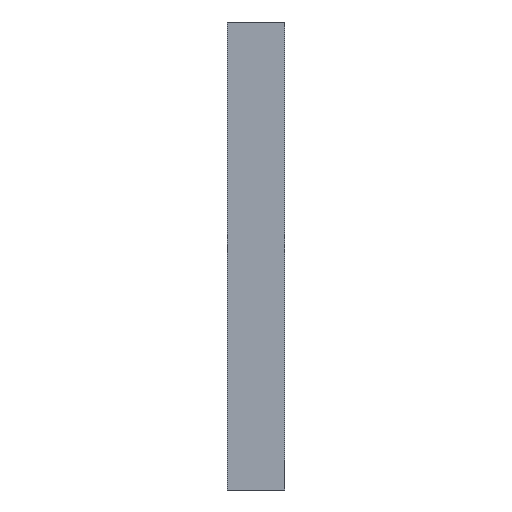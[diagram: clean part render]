
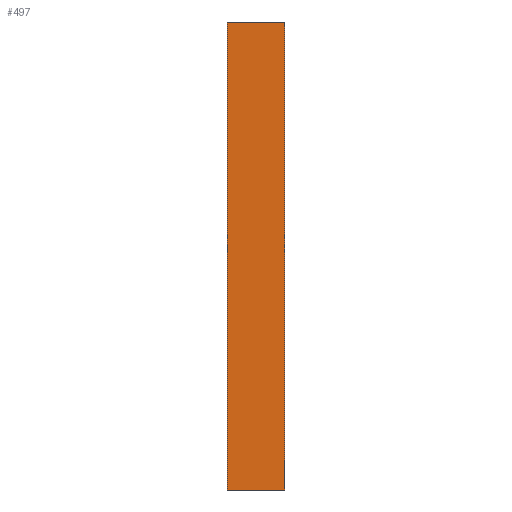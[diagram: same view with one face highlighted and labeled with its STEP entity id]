
A CAD part, left-side view. The second image highlights one B-rep face of the part: STEP entity #497.
In plain terms, the highlighted planar face has unit normal (-1, 0, 0).
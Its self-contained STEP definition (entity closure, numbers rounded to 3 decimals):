
#61 = CARTESIAN_POINT ( 'NONE',  ( -52., 30., 0. ) ) ;
#68 = EDGE_CURVE ( 'NONE', #2559, #1320, #2643, .T. ) ;
#128 = ORIENTED_EDGE ( 'NONE', *, *, #2793, .F. ) ;
#251 = LINE ( 'NONE', #61, #2299 ) ;
#300 = CARTESIAN_POINT ( 'NONE',  ( -52., 30., 52. ) ) ;
#427 = EDGE_CURVE ( 'NONE', #2430, #2559, #2089, .T. ) ;
#432 = CARTESIAN_POINT ( 'NONE',  ( -52., 30., -52. ) ) ;
#497 = ADVANCED_FACE ( 'NONE', ( #767 ), #2421, .T. ) ;
#523 = VECTOR ( 'NONE', #2628, 1000. ) ;
#588 = DIRECTION ( 'NONE',  ( -1., 0., 0. ) ) ;
#658 = VERTEX_POINT ( 'NONE', #432 ) ;
#767 = FACE_OUTER_BOUND ( 'NONE', #1460, .T. ) ;
#784 = CARTESIAN_POINT ( 'NONE',  ( -52., 0., 0. ) ) ;
#794 = ORIENTED_EDGE ( 'NONE', *, *, #874, .F. ) ;
#874 = EDGE_CURVE ( 'NONE', #1320, #658, #2532, .T. ) ;
#1320 = VERTEX_POINT ( 'NONE', #2326 ) ;
#1460 = EDGE_LOOP ( 'NONE', ( #1611, #128, #794, #1873 ) ) ;
#1497 = DIRECTION ( 'NONE',  ( 0., 0., 1. ) ) ;
#1578 = VECTOR ( 'NONE', #2355, 1000. ) ;
#1611 = ORIENTED_EDGE ( 'NONE', *, *, #427, .F. ) ;
#1619 = CARTESIAN_POINT ( 'NONE',  ( -52., 44.984, 52. ) ) ;
#1729 = VECTOR ( 'NONE', #2030, 1000. ) ;
#1873 = ORIENTED_EDGE ( 'NONE', *, *, #68, .F. ) ;
#2008 = CARTESIAN_POINT ( 'NONE',  ( -52., 17.3, 52. ) ) ;
#2030 = DIRECTION ( 'NONE',  ( 0., -1., 0. ) ) ;
#2089 = LINE ( 'NONE', #1619, #1729 ) ;
#2113 = DIRECTION ( 'NONE',  ( 0., 0., 1. ) ) ;
#2123 = CARTESIAN_POINT ( 'NONE',  ( -52., 17.3, 52. ) ) ;
#2299 = VECTOR ( 'NONE', #2113, 1000. ) ;
#2326 = CARTESIAN_POINT ( 'NONE',  ( -52., 17.3, -52. ) ) ;
#2355 = DIRECTION ( 'NONE',  ( 0., 1., 0. ) ) ;
#2421 = PLANE ( 'NONE',  #3005 ) ;
#2430 = VERTEX_POINT ( 'NONE', #300 ) ;
#2532 = LINE ( 'NONE', #2775, #1578 ) ;
#2559 = VERTEX_POINT ( 'NONE', #2008 ) ;
#2628 = DIRECTION ( 'NONE',  ( 0., 0., -1. ) ) ;
#2643 = LINE ( 'NONE', #2123, #523 ) ;
#2775 = CARTESIAN_POINT ( 'NONE',  ( -52., 17.3, -52. ) ) ;
#2793 = EDGE_CURVE ( 'NONE', #658, #2430, #251, .T. ) ;
#3005 = AXIS2_PLACEMENT_3D ( 'NONE', #784, #588, #1497 ) ;
